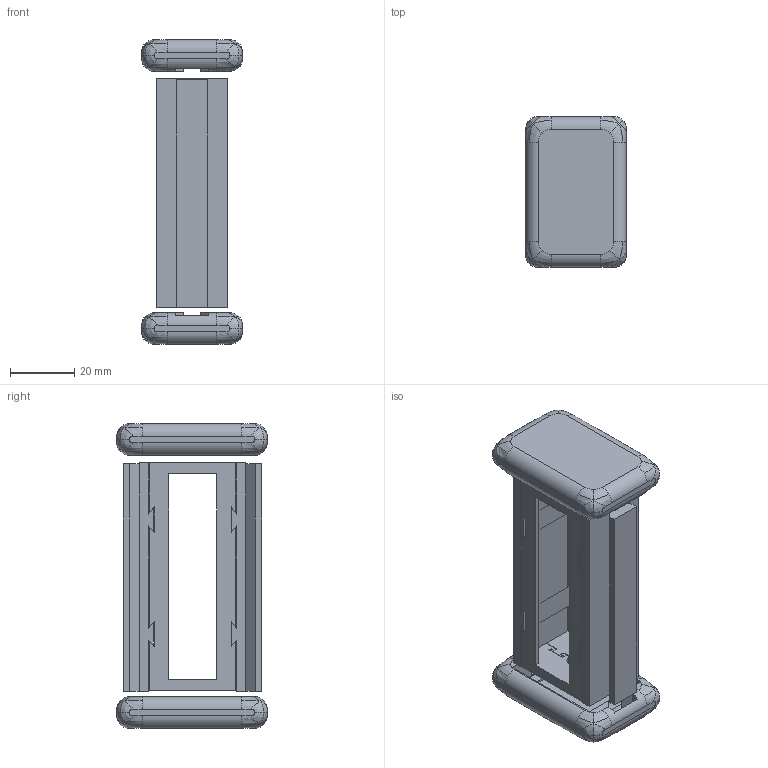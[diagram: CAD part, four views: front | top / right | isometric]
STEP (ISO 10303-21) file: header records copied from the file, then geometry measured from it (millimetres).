
FILE_DESCRIPTION(/* description */ (''),/* implementation_level */ '2;1');
FILE_NAME(/* name */ 'Motor_mount_v1.step',/* time_stamp */ '2026-01-31T09:36:12+02:00',/* author */ (''),/* organization */ (''),/* preprocessor_version */ 'ST-DEVELOPER v20.1',/* originating_system */ 'Autodesk Translation Framework v14.24.0.0',/* authorisation */ '');
FILE_SCHEMA (('AUTOMOTIVE_DESIGN { 1 0 10303 214 3 1 1 }'));
Length unit declared in the file: millimetre
Products named in the file (2): 2026-01-30-12-15-10-109; 2026-01-30-12-21-41-610
Assembly tree (1 placements, depth 2):
  2026-01-30-12-15-10-109
    2026-01-30-12-21-41-610
Bounding box: 31.53 x 47 x 95.21 mm (x, y, z)
Volume: 35098.1 mm3; surface area: 28286.2 mm2
Topology: 6 solids, 6 shells, 386 faces, 1068 edges, 696 vertices
Faces by surface type: plane 264, bspline 96, cylinder 26
Entity records: 25090 total; most frequent: CARTESIAN_POINT 15661, ORIENTED_EDGE 2136, DIRECTION 1638, EDGE_CURVE 1068, LINE 764, VECTOR 764, VERTEX_POINT 696, AXIS2_PLACEMENT_3D 437
